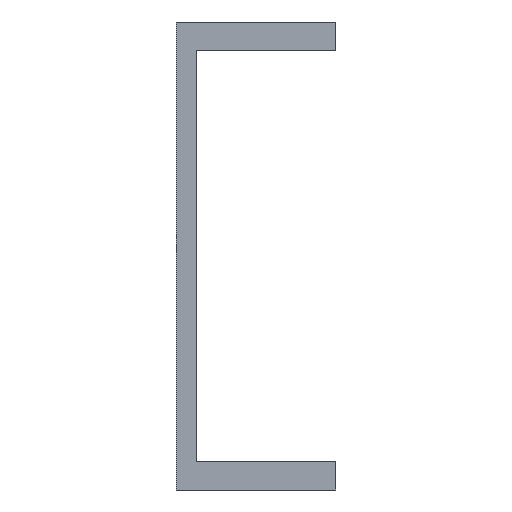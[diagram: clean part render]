
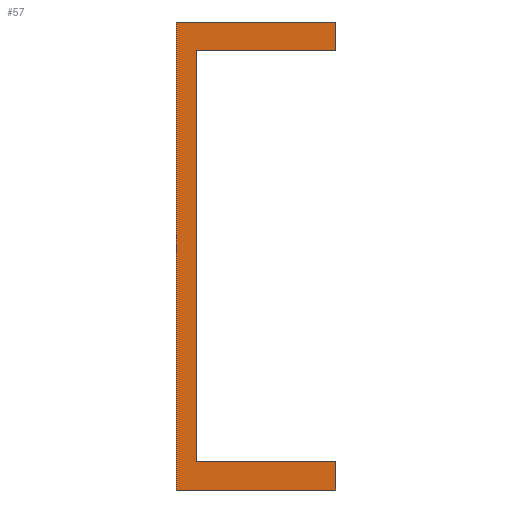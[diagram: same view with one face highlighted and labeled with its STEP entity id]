
A CAD part, front view. The second image highlights one B-rep face of the part: STEP entity #57.
In plain terms, the highlighted planar face has unit normal (0, -1, 0).
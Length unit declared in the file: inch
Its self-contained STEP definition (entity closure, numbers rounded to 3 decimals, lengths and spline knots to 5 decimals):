
#13 = DIRECTION ( 'NONE',  ( 0., 0., -1. ) ) ;
#17 = CARTESIAN_POINT ( 'NONE',  ( 0.20986, 0., -4.7 ) ) ;
#22 = CARTESIAN_POINT ( 'NONE',  ( 0., 0., 0. ) ) ;
#23 = DIRECTION ( 'NONE',  ( 1., 0., 0. ) ) ;
#24 = CARTESIAN_POINT ( 'NONE',  ( 0., 0., -5. ) ) ;
#25 = DIRECTION ( 'NONE',  ( 0., 0., 1. ) ) ;
#26 = CARTESIAN_POINT ( 'NONE',  ( 1.7, 0., -5. ) ) ;
#27 = DIRECTION ( 'NONE',  ( -1., 0., 0. ) ) ;
#28 = VERTEX_POINT ( 'NONE', #108 ) ;
#30 = VERTEX_POINT ( 'NONE', #107 ) ;
#32 = VERTEX_POINT ( 'NONE', #110 ) ;
#34 = VERTEX_POINT ( 'NONE', #111 ) ;
#36 = VERTEX_POINT ( 'NONE', #120 ) ;
#38 = VERTEX_POINT ( 'NONE', #122 ) ;
#45 = CARTESIAN_POINT ( 'NONE',  ( 1.7, 0., -4.7 ) ) ;
#46 = DIRECTION ( 'NONE',  ( -1., 0., 0. ) ) ;
#48 = CARTESIAN_POINT ( 'NONE',  ( 1.7, 0., -0.3 ) ) ;
#57 = ADVANCED_FACE ( 'NONE', ( #244 ), #80, .F. ) ;
#66 = CARTESIAN_POINT ( 'NONE',  ( 0.20986, 0., -0.3 ) ) ;
#67 = DIRECTION ( 'NONE',  ( 0., 0., -1. ) ) ;
#75 = CARTESIAN_POINT ( 'NONE',  ( 0., 0., 0. ) ) ;
#80 = PLANE ( 'NONE',  #106 ) ;
#106 = AXIS2_PLACEMENT_3D ( 'NONE', #75, #154, #155 ) ;
#107 = CARTESIAN_POINT ( 'NONE',  ( 1.7, 0., -0.3 ) ) ;
#108 = CARTESIAN_POINT ( 'NONE',  ( 1.7, 0., 0. ) ) ;
#109 = VERTEX_POINT ( 'NONE', #136 ) ;
#110 = CARTESIAN_POINT ( 'NONE',  ( 0.20986, 0., -0.3 ) ) ;
#111 = CARTESIAN_POINT ( 'NONE',  ( 0.20986, 0., -4.7 ) ) ;
#112 = VERTEX_POINT ( 'NONE', #142 ) ;
#120 = CARTESIAN_POINT ( 'NONE',  ( 1.7, 0., -4.7 ) ) ;
#122 = CARTESIAN_POINT ( 'NONE',  ( 1.7, 0., -5. ) ) ;
#136 = CARTESIAN_POINT ( 'NONE',  ( 0., 0., -5. ) ) ;
#142 = CARTESIAN_POINT ( 'NONE',  ( 0., 0., 0. ) ) ;
#146 = CARTESIAN_POINT ( 'NONE',  ( 1.7, 0., 0. ) ) ;
#147 = DIRECTION ( 'NONE',  ( 0., 0., -1. ) ) ;
#154 = DIRECTION ( 'NONE',  ( 0., 1., 0. ) ) ;
#155 = DIRECTION ( 'NONE',  ( 0., 0., 1. ) ) ;
#165 = EDGE_CURVE ( 'NONE', #36, #38, #234, .T. ) ;
#168 = EDGE_CURVE ( 'NONE', #30, #32, #241, .T. ) ;
#170 = EDGE_CURVE ( 'NONE', #34, #36, #278, .T. ) ;
#181 = EDGE_CURVE ( 'NONE', #32, #34, #315, .T. ) ;
#186 = EDGE_CURVE ( 'NONE', #112, #28, #324, .T. ) ;
#187 = EDGE_CURVE ( 'NONE', #109, #112, #326, .T. ) ;
#188 = EDGE_CURVE ( 'NONE', #38, #109, #328, .T. ) ;
#190 = EDGE_CURVE ( 'NONE', #28, #30, #332, .T. ) ;
#191 = DIRECTION ( 'NONE',  ( 1., 0., 0. ) ) ;
#225 = ORIENTED_EDGE ( 'NONE', *, *, #168, .F. ) ;
#226 = ORIENTED_EDGE ( 'NONE', *, *, #186, .F. ) ;
#232 = ORIENTED_EDGE ( 'NONE', *, *, #181, .F. ) ;
#234 = LINE ( 'NONE', #45, #306 ) ;
#238 = VECTOR ( 'NONE', #46, 39.37008 ) ;
#241 = LINE ( 'NONE', #48, #238 ) ;
#244 = FACE_OUTER_BOUND ( 'NONE', #274, .T. ) ;
#248 = ORIENTED_EDGE ( 'NONE', *, *, #165, .F. ) ;
#274 = EDGE_LOOP ( 'NONE', ( #355, #334, #248, #368, #232, #225, #349, #226 ) ) ;
#278 = LINE ( 'NONE', #17, #289 ) ;
#289 = VECTOR ( 'NONE', #191, 39.37008 ) ;
#306 = VECTOR ( 'NONE', #13, 39.37008 ) ;
#315 = LINE ( 'NONE', #66, #316 ) ;
#316 = VECTOR ( 'NONE', #67, 39.37008 ) ;
#324 = LINE ( 'NONE', #22, #325 ) ;
#325 = VECTOR ( 'NONE', #23, 39.37008 ) ;
#326 = LINE ( 'NONE', #24, #327 ) ;
#327 = VECTOR ( 'NONE', #25, 39.37008 ) ;
#328 = LINE ( 'NONE', #26, #329 ) ;
#329 = VECTOR ( 'NONE', #27, 39.37008 ) ;
#332 = LINE ( 'NONE', #146, #333 ) ;
#333 = VECTOR ( 'NONE', #147, 39.37008 ) ;
#334 = ORIENTED_EDGE ( 'NONE', *, *, #188, .F. ) ;
#349 = ORIENTED_EDGE ( 'NONE', *, *, #190, .F. ) ;
#355 = ORIENTED_EDGE ( 'NONE', *, *, #187, .F. ) ;
#368 = ORIENTED_EDGE ( 'NONE', *, *, #170, .F. ) ;
